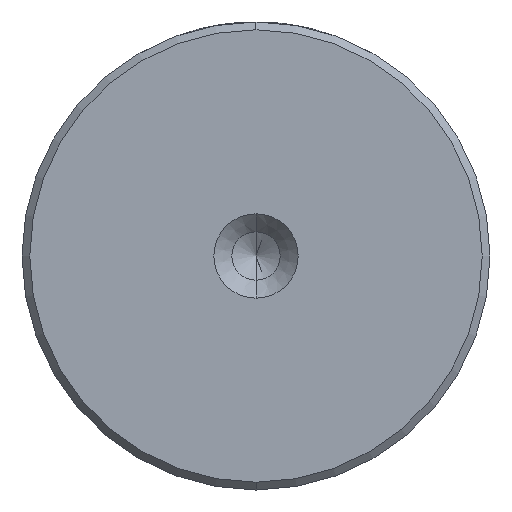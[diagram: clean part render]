
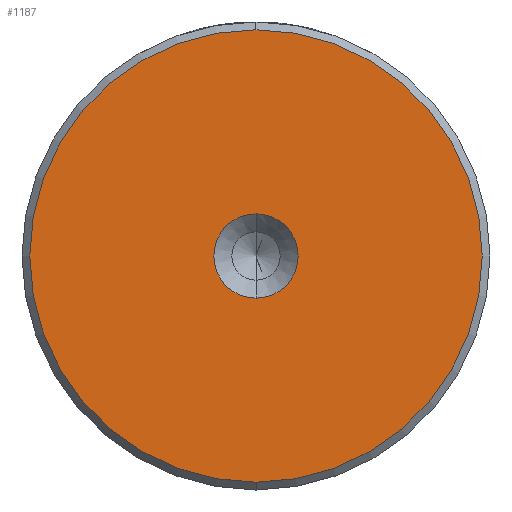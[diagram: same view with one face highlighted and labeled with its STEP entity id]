
A CAD part, left-side view. The second image highlights one B-rep face of the part: STEP entity #1187.
In plain terms, the highlighted planar face has unit normal (-1, 0, 0).
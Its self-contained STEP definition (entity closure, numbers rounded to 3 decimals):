
#41 = CARTESIAN_POINT ( 'NONE',  ( 0., 0., 0. ) ) ;
#182 = EDGE_CURVE ( 'NONE', #2303, #2966, #725, .T. ) ;
#192 = FACE_BOUND ( 'NONE', #2577, .T. ) ;
#299 = DIRECTION ( 'NONE',  ( 0., 0., 1. ) ) ;
#417 = AXIS2_PLACEMENT_3D ( 'NONE', #708, #2964, #2728 ) ;
#570 = DIRECTION ( 'NONE',  ( 0., 0., 1. ) ) ;
#594 = DIRECTION ( 'NONE',  ( -1., 0., 0. ) ) ;
#625 = CARTESIAN_POINT ( 'NONE',  ( 0., 0., 2.7 ) ) ;
#708 = CARTESIAN_POINT ( 'NONE',  ( 0., 0., 0. ) ) ;
#725 = CIRCLE ( 'NONE', #417, 14.5 ) ;
#750 = CIRCLE ( 'NONE', #2633, 2.7 ) ;
#801 = CARTESIAN_POINT ( 'NONE',  ( 0., 0., -14.5 ) ) ;
#899 = ORIENTED_EDGE ( 'NONE', *, *, #182, .T. ) ;
#969 = CARTESIAN_POINT ( 'NONE',  ( 0., 0., 0. ) ) ;
#997 = EDGE_CURVE ( 'NONE', #2966, #2303, #2756, .T. ) ;
#1187 = ADVANCED_FACE ( 'NONE', ( #2790, #192 ), #1568, .T. ) ;
#1217 = DIRECTION ( 'NONE',  ( 0., 0., 1. ) ) ;
#1401 = EDGE_CURVE ( 'NONE', #3280, #1934, #750, .T. ) ;
#1568 = PLANE ( 'NONE',  #2864 ) ;
#1658 = EDGE_CURVE ( 'NONE', #1934, #3280, #2063, .T. ) ;
#1798 = DIRECTION ( 'NONE',  ( -1., 0., 0. ) ) ;
#1928 = EDGE_LOOP ( 'NONE', ( #2458, #899 ) ) ;
#1934 = VERTEX_POINT ( 'NONE', #1965 ) ;
#1965 = CARTESIAN_POINT ( 'NONE',  ( 0., 0., -2.7 ) ) ;
#2063 = CIRCLE ( 'NONE', #2908, 2.7 ) ;
#2086 = AXIS2_PLACEMENT_3D ( 'NONE', #969, #2744, #1217 ) ;
#2090 = DIRECTION ( 'NONE',  ( -1., 0., 0. ) ) ;
#2112 = CARTESIAN_POINT ( 'NONE',  ( 0., 0., 0. ) ) ;
#2260 = ORIENTED_EDGE ( 'NONE', *, *, #1401, .F. ) ;
#2303 = VERTEX_POINT ( 'NONE', #3111 ) ;
#2363 = DIRECTION ( 'NONE',  ( 0., 0., 1. ) ) ;
#2458 = ORIENTED_EDGE ( 'NONE', *, *, #997, .T. ) ;
#2577 = EDGE_LOOP ( 'NONE', ( #2260, #2946 ) ) ;
#2633 = AXIS2_PLACEMENT_3D ( 'NONE', #2112, #594, #2363 ) ;
#2728 = DIRECTION ( 'NONE',  ( 0., 0., 1. ) ) ;
#2744 = DIRECTION ( 'NONE',  ( -1., 0., 0. ) ) ;
#2756 = CIRCLE ( 'NONE', #2086, 14.5 ) ;
#2790 = FACE_OUTER_BOUND ( 'NONE', #1928, .T. ) ;
#2864 = AXIS2_PLACEMENT_3D ( 'NONE', #3097, #2090, #570 ) ;
#2908 = AXIS2_PLACEMENT_3D ( 'NONE', #41, #1798, #299 ) ;
#2946 = ORIENTED_EDGE ( 'NONE', *, *, #1658, .F. ) ;
#2964 = DIRECTION ( 'NONE',  ( -1., 0., 0. ) ) ;
#2966 = VERTEX_POINT ( 'NONE', #801 ) ;
#3097 = CARTESIAN_POINT ( 'NONE',  ( 0., 0., 0. ) ) ;
#3111 = CARTESIAN_POINT ( 'NONE',  ( 0., 0., 14.5 ) ) ;
#3280 = VERTEX_POINT ( 'NONE', #625 ) ;
